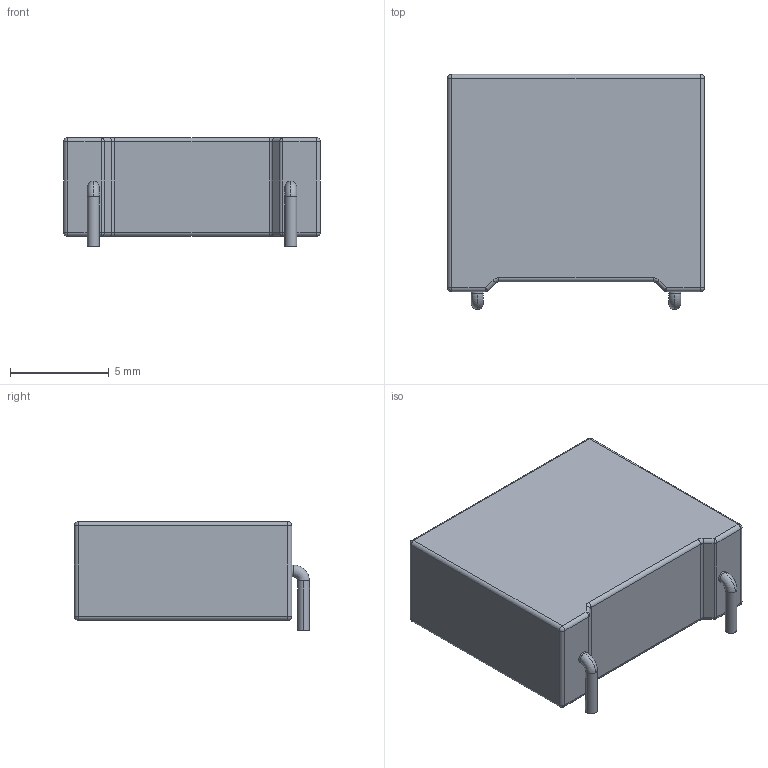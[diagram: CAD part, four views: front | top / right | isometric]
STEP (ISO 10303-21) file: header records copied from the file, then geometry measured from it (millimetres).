
FILE_DESCRIPTION (( 'STEP AP214' ), '1' );
FILE_NAME ('C DIP B5 H11 L13 p10 d06 H.STEP', '2014-02-19T09:56:19', ( 'Master' ), ( '' ), 'SwSTEP 2.0', 'SolidWorks 2013', '' );
FILE_SCHEMA (( 'AUTOMOTIVE_DESIGN' ));
Length unit declared in the file: millimetre
Products named in the file (1): C DIP B5 H11 L13 p10 d06 H
Bounding box: 13 x 11.9 x 5.5 mm (x, y, z)
Volume: 694.7 mm3; surface area: 522.1 mm2
Topology: 1 solids, 1 shells, 64 faces, 144 edges, 72 vertices
Faces by surface type: cylinder 32, plane 12, sphere 12, torus 8
Entity records: 1856 total; most frequent: DIRECTION 338, CARTESIAN_POINT 269, ORIENTED_EDGE 264, AXIS2_PLACEMENT_3D 141, EDGE_CURVE 132, CIRCLE 76, VERTEX_POINT 72, EDGE_LOOP 66
